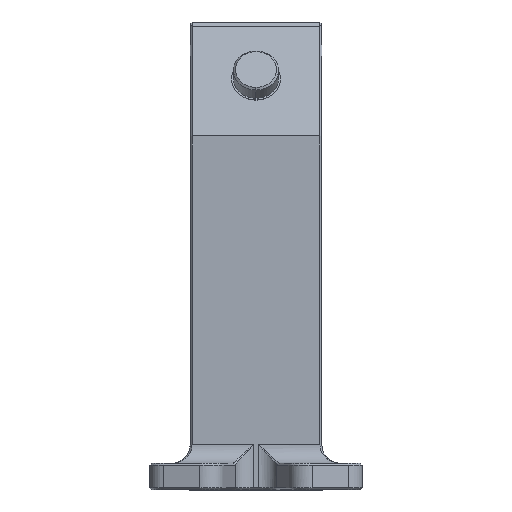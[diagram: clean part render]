
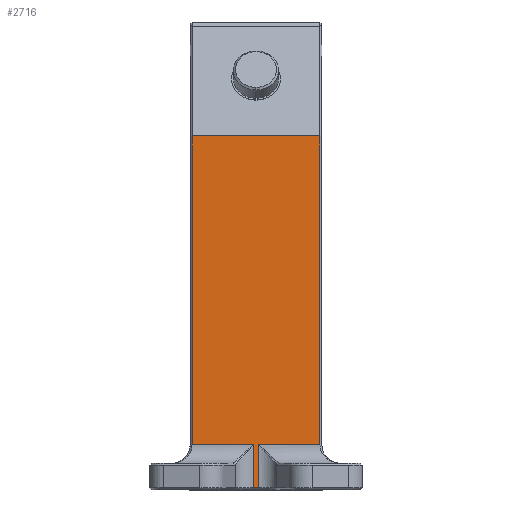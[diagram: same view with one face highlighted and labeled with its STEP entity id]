
A CAD part, top view. The second image highlights one B-rep face of the part: STEP entity #2716.
In plain terms, the highlighted planar face has unit normal (0, 0, 1).
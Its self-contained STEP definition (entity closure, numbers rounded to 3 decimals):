
#34 = ORIENTED_EDGE ( 'NONE', *, *, #3787, .T. ) ;
#42 = CARTESIAN_POINT ( 'NONE',  ( 34.5, 12., 0. ) ) ;
#81 = VERTEX_POINT ( 'NONE', #3182 ) ;
#224 = VECTOR ( 'NONE', #2478, 1000. ) ;
#382 = DIRECTION ( 'NONE',  ( 0., 1., 0. ) ) ;
#504 = VECTOR ( 'NONE', #382, 1000. ) ;
#510 = VECTOR ( 'NONE', #3168, 1000. ) ;
#512 = VECTOR ( 'NONE', #656, 1000. ) ;
#557 = CARTESIAN_POINT ( 'NONE',  ( 35., 0., 0. ) ) ;
#616 = CARTESIAN_POINT ( 'NONE',  ( 34.5, 94., 0. ) ) ;
#656 = DIRECTION ( 'NONE',  ( 1., 0., 0. ) ) ;
#807 = CARTESIAN_POINT ( 'NONE',  ( 35., 12., 0. ) ) ;
#843 = FACE_OUTER_BOUND ( 'NONE', #3375, .T. ) ;
#879 = CARTESIAN_POINT ( 'NONE',  ( 16.8, 12., 0. ) ) ;
#901 = AXIS2_PLACEMENT_3D ( 'NONE', #557, #4323, #1577 ) ;
#975 = VECTOR ( 'NONE', #4408, 1000. ) ;
#1115 = CARTESIAN_POINT ( 'NONE',  ( 0.5, 12., 0. ) ) ;
#1300 = CARTESIAN_POINT ( 'NONE',  ( 35., 12., 0. ) ) ;
#1319 = VERTEX_POINT ( 'NONE', #1723 ) ;
#1336 = EDGE_CURVE ( 'NONE', #2422, #2880, #1742, .T. ) ;
#1374 = VERTEX_POINT ( 'NONE', #1115 ) ;
#1451 = ORIENTED_EDGE ( 'NONE', *, *, #3185, .T. ) ;
#1577 = DIRECTION ( 'NONE',  ( -1., 0., 0. ) ) ;
#1723 = CARTESIAN_POINT ( 'NONE',  ( 0.5, 94., 0. ) ) ;
#1742 = LINE ( 'NONE', #2740, #504 ) ;
#1819 = ORIENTED_EDGE ( 'NONE', *, *, #2541, .T. ) ;
#1873 = ORIENTED_EDGE ( 'NONE', *, *, #2995, .T. ) ;
#1896 = VERTEX_POINT ( 'NONE', #4278 ) ;
#1909 = VERTEX_POINT ( 'NONE', #3296 ) ;
#2021 = CARTESIAN_POINT ( 'NONE',  ( 35., 94., 0. ) ) ;
#2070 = CARTESIAN_POINT ( 'NONE',  ( 0.5, 0., 0. ) ) ;
#2073 = VECTOR ( 'NONE', #3269, 1000. ) ;
#2169 = VERTEX_POINT ( 'NONE', #879 ) ;
#2373 = VECTOR ( 'NONE', #3747, 1000. ) ;
#2422 = VERTEX_POINT ( 'NONE', #42 ) ;
#2478 = DIRECTION ( 'NONE',  ( 0., 1., 0. ) ) ;
#2541 = EDGE_CURVE ( 'NONE', #2169, #81, #2817, .T. ) ;
#2650 = ORIENTED_EDGE ( 'NONE', *, *, #4288, .T. ) ;
#2716 = ADVANCED_FACE ( 'NONE', ( #843 ), #3615, .F. ) ;
#2740 = CARTESIAN_POINT ( 'NONE',  ( 34.5, 94., 0. ) ) ;
#2817 = LINE ( 'NONE', #3453, #3110 ) ;
#2880 = VERTEX_POINT ( 'NONE', #616 ) ;
#2890 = EDGE_CURVE ( 'NONE', #2880, #1319, #3740, .T. ) ;
#2995 = EDGE_CURVE ( 'NONE', #81, #1909, #3629, .T. ) ;
#3096 = LINE ( 'NONE', #2070, #2373 ) ;
#3110 = VECTOR ( 'NONE', #3474, 1000. ) ;
#3151 = CARTESIAN_POINT ( 'NONE',  ( 18.2, 0., 0. ) ) ;
#3168 = DIRECTION ( 'NONE',  ( 1., 0., 0. ) ) ;
#3182 = CARTESIAN_POINT ( 'NONE',  ( 16.8, 0.5, 0. ) ) ;
#3185 = EDGE_CURVE ( 'NONE', #1374, #2169, #3754, .T. ) ;
#3269 = DIRECTION ( 'NONE',  ( 1., 0., 0. ) ) ;
#3296 = CARTESIAN_POINT ( 'NONE',  ( 18.2, 0.5, 0. ) ) ;
#3358 = EDGE_CURVE ( 'NONE', #1909, #1896, #3443, .T. ) ;
#3375 = EDGE_LOOP ( 'NONE', ( #1819, #1873, #4346, #34, #3919, #4366, #2650, #1451 ) ) ;
#3443 = LINE ( 'NONE', #3151, #224 ) ;
#3453 = CARTESIAN_POINT ( 'NONE',  ( 16.8, 0., 0. ) ) ;
#3474 = DIRECTION ( 'NONE',  ( 0., -1., 0. ) ) ;
#3615 = PLANE ( 'NONE',  #901 ) ;
#3629 = LINE ( 'NONE', #3980, #2073 ) ;
#3740 = LINE ( 'NONE', #2021, #975 ) ;
#3747 = DIRECTION ( 'NONE',  ( 0., -1., 0. ) ) ;
#3754 = LINE ( 'NONE', #1300, #512 ) ;
#3787 = EDGE_CURVE ( 'NONE', #1896, #2422, #3837, .T. ) ;
#3837 = LINE ( 'NONE', #807, #510 ) ;
#3919 = ORIENTED_EDGE ( 'NONE', *, *, #1336, .T. ) ;
#3980 = CARTESIAN_POINT ( 'NONE',  ( 35., 0.5, 0. ) ) ;
#4278 = CARTESIAN_POINT ( 'NONE',  ( 18.2, 12., 0. ) ) ;
#4288 = EDGE_CURVE ( 'NONE', #1319, #1374, #3096, .T. ) ;
#4323 = DIRECTION ( 'NONE',  ( 0., 0., -1. ) ) ;
#4346 = ORIENTED_EDGE ( 'NONE', *, *, #3358, .T. ) ;
#4366 = ORIENTED_EDGE ( 'NONE', *, *, #2890, .T. ) ;
#4408 = DIRECTION ( 'NONE',  ( -1., 0., 0. ) ) ;
